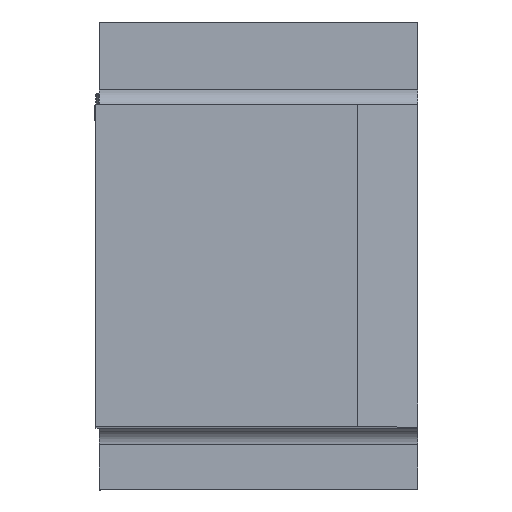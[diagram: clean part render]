
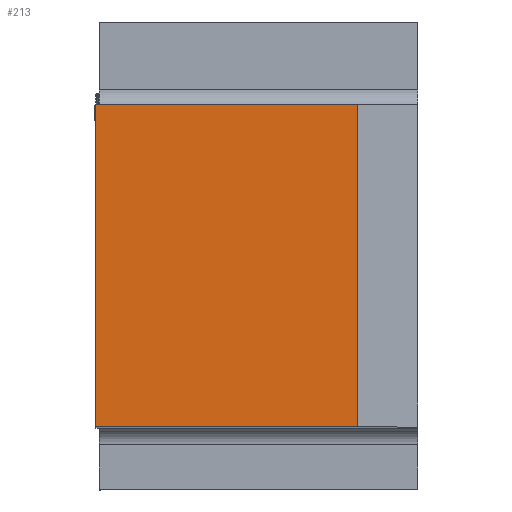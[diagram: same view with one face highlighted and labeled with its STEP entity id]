
A CAD part, top view. The second image highlights one B-rep face of the part: STEP entity #213.
In plain terms, the highlighted planar face has unit normal (0, 0, 1).
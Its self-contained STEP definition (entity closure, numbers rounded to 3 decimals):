
#213=ADVANCED_FACE('CU_BACK_SU1',(#345),#303,.F.);
#303=PLANE('',#1963);
#345=FACE_OUTER_BOUND('',#435,.T.);
#435=EDGE_LOOP('',(#644,#645,#646,#647));
#644=ORIENTED_EDGE('',*,*,#1263,.T.);
#645=ORIENTED_EDGE('',*,*,#1310,.T.);
#646=ORIENTED_EDGE('',*,*,#1273,.T.);
#647=ORIENTED_EDGE('',*,*,#1311,.F.);
#1095=VERTEX_POINT('',#2654);
#1096=VERTEX_POINT('',#2656);
#1100=VERTEX_POINT('',#2666);
#1104=VERTEX_POINT('',#2674);
#1263=EDGE_CURVE('',#1096,#1095,#1513,.T.);
#1273=EDGE_CURVE('',#1100,#1104,#1521,.T.);
#1310=EDGE_CURVE('',#1095,#1100,#1544,.T.);
#1311=EDGE_CURVE('',#1096,#1104,#1545,.T.);
#1513=LINE('',#2655,#1664);
#1521=LINE('',#2675,#1672);
#1544=LINE('',#2772,#1695);
#1545=LINE('',#2773,#1696);
#1664=VECTOR('',#2138,1.);
#1672=VECTOR('',#2152,1.);
#1695=VECTOR('',#2205,1.);
#1696=VECTOR('',#2206,1.);
#1963=AXIS2_PLACEMENT_3D('',#2774,#2207,#2208);
#2138=DIRECTION('',(1.,0.,0.));
#2152=DIRECTION('',(-1.,0.,0.));
#2205=DIRECTION('',(0.,1.,0.));
#2206=DIRECTION('',(0.,1.,0.));
#2207=DIRECTION('',(0.,0.,-1.));
#2208=DIRECTION('',(-1.,0.,0.));
#2654=CARTESIAN_POINT('',(-2.974,0.,0.));
#2655=CARTESIAN_POINT('',(22.796,0.,0.));
#2656=CARTESIAN_POINT('',(-15.925,0.,0.));
#2666=CARTESIAN_POINT('',(-2.974,15.925,0.));
#2674=CARTESIAN_POINT('',(-15.925,15.925,0.));
#2675=CARTESIAN_POINT('',(22.796,15.925,0.));
#2772=CARTESIAN_POINT('',(-2.974,0.,0.));
#2773=CARTESIAN_POINT('',(-15.925,35.925,0.));
#2774=CARTESIAN_POINT('',(22.796,35.925,0.));
